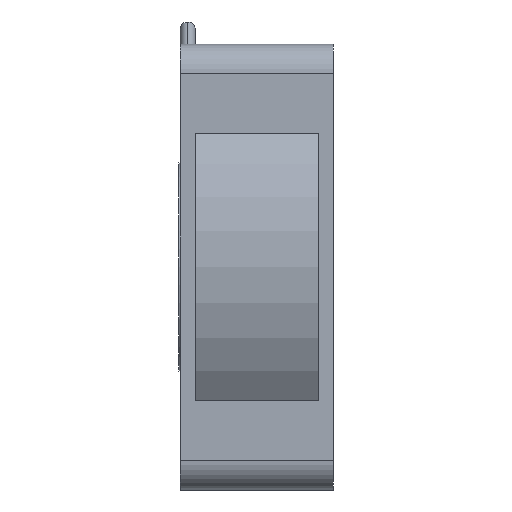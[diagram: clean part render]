
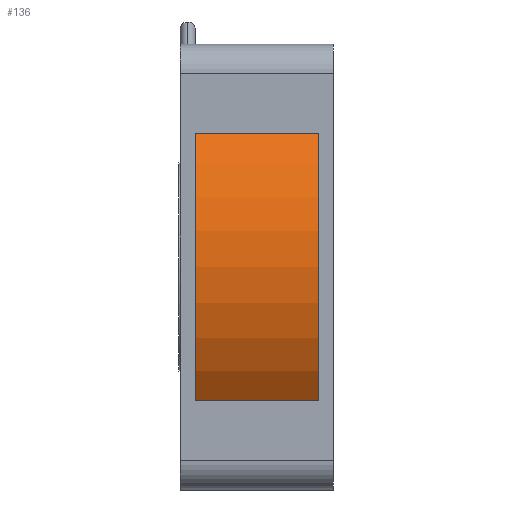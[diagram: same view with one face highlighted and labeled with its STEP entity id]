
A CAD part, left-side view. The second image highlights one B-rep face of the part: STEP entity #136.
In plain terms, the highlighted cylindrical face has radius 15 mm (diameter 30 mm), a partial arc.
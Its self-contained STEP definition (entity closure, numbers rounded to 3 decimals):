
#84 = DIRECTION ( 'NONE',  ( 0., -1., 0. ) ) ;
#95 = CARTESIAN_POINT ( 'NONE',  ( -12., -9.3, 9. ) ) ;
#136 = ADVANCED_FACE ( 'NONE', ( #2395 ), #1626, .T. ) ;
#194 = AXIS2_PLACEMENT_3D ( 'NONE', #4530, #1943, #2687 ) ;
#231 = CARTESIAN_POINT ( 'NONE',  ( -12., -8.3, 9. ) ) ;
#241 = DIRECTION ( 'NONE',  ( 0., 0., 1. ) ) ;
#242 = CIRCLE ( 'NONE', #594, 15. ) ;
#565 = CARTESIAN_POINT ( 'NONE',  ( 0., -9.3, 0. ) ) ;
#594 = AXIS2_PLACEMENT_3D ( 'NONE', #1223, #1238, #3860 ) ;
#624 = ORIENTED_EDGE ( 'NONE', *, *, #4845, .F. ) ;
#800 = ORIENTED_EDGE ( 'NONE', *, *, #2937, .F. ) ;
#872 = VERTEX_POINT ( 'NONE', #3724 ) ;
#968 = VERTEX_POINT ( 'NONE', #1192 ) ;
#969 = CIRCLE ( 'NONE', #3290, 15. ) ;
#1038 = VERTEX_POINT ( 'NONE', #3941 ) ;
#1073 = CARTESIAN_POINT ( 'NONE',  ( -12., -9.3, -9. ) ) ;
#1182 = CARTESIAN_POINT ( 'NONE',  ( -15., -8.3, 0. ) ) ;
#1192 = CARTESIAN_POINT ( 'NONE',  ( -12., -8.3, -9. ) ) ;
#1223 = CARTESIAN_POINT ( 'NONE',  ( 0., -8.3, 0. ) ) ;
#1238 = DIRECTION ( 'NONE',  ( 0., -1., 0. ) ) ;
#1267 = CIRCLE ( 'NONE', #194, 15. ) ;
#1626 = CYLINDRICAL_SURFACE ( 'NONE', #2802, 15. ) ;
#1663 = ORIENTED_EDGE ( 'NONE', *, *, #2797, .T. ) ;
#1700 = ORIENTED_EDGE ( 'NONE', *, *, #4054, .F. ) ;
#1862 = CARTESIAN_POINT ( 'NONE',  ( -15., 0., 0. ) ) ;
#1870 = CIRCLE ( 'NONE', #2149, 15. ) ;
#1943 = DIRECTION ( 'NONE',  ( 0., 1., 0. ) ) ;
#1951 = VERTEX_POINT ( 'NONE', #1862 ) ;
#2046 = DIRECTION ( 'NONE',  ( 0., 1., 0. ) ) ;
#2060 = DIRECTION ( 'NONE',  ( 0., 1., 0. ) ) ;
#2110 = EDGE_CURVE ( 'NONE', #1038, #968, #4045, .T. ) ;
#2149 = AXIS2_PLACEMENT_3D ( 'NONE', #3014, #84, #2662 ) ;
#2222 = LINE ( 'NONE', #95, #4044 ) ;
#2395 = FACE_OUTER_BOUND ( 'NONE', #3276, .T. ) ;
#2423 = ORIENTED_EDGE ( 'NONE', *, *, #2110, .T. ) ;
#2662 = DIRECTION ( 'NONE',  ( 0., 0., -1. ) ) ;
#2687 = DIRECTION ( 'NONE',  ( 0., 0., 1. ) ) ;
#2739 = ORIENTED_EDGE ( 'NONE', *, *, #3873, .F. ) ;
#2797 = EDGE_CURVE ( 'NONE', #3561, #872, #2222, .T. ) ;
#2802 = AXIS2_PLACEMENT_3D ( 'NONE', #565, #2046, #2823 ) ;
#2823 = DIRECTION ( 'NONE',  ( 0., 0., 1. ) ) ;
#2937 = EDGE_CURVE ( 'NONE', #3561, #4508, #242, .T. ) ;
#3014 = CARTESIAN_POINT ( 'NONE',  ( 0., -8.3, 0. ) ) ;
#3276 = EDGE_LOOP ( 'NONE', ( #2739, #2423, #624, #800, #1663, #1700 ) ) ;
#3278 = VECTOR ( 'NONE', #4421, 1000. ) ;
#3290 = AXIS2_PLACEMENT_3D ( 'NONE', #4001, #2060, #241 ) ;
#3473 = DIRECTION ( 'NONE',  ( 0., 1., 0. ) ) ;
#3561 = VERTEX_POINT ( 'NONE', #231 ) ;
#3724 = CARTESIAN_POINT ( 'NONE',  ( -12., 0., 9. ) ) ;
#3860 = DIRECTION ( 'NONE',  ( 0., 0., -1. ) ) ;
#3873 = EDGE_CURVE ( 'NONE', #1038, #1951, #1267, .T. ) ;
#3941 = CARTESIAN_POINT ( 'NONE',  ( -12., 0., -9. ) ) ;
#4001 = CARTESIAN_POINT ( 'NONE',  ( 0., 0., 0. ) ) ;
#4044 = VECTOR ( 'NONE', #3473, 1000. ) ;
#4045 = LINE ( 'NONE', #1073, #3278 ) ;
#4054 = EDGE_CURVE ( 'NONE', #1951, #872, #969, .T. ) ;
#4421 = DIRECTION ( 'NONE',  ( 0., -1., 0. ) ) ;
#4508 = VERTEX_POINT ( 'NONE', #1182 ) ;
#4530 = CARTESIAN_POINT ( 'NONE',  ( 0., 0., 0. ) ) ;
#4845 = EDGE_CURVE ( 'NONE', #4508, #968, #1870, .T. ) ;
